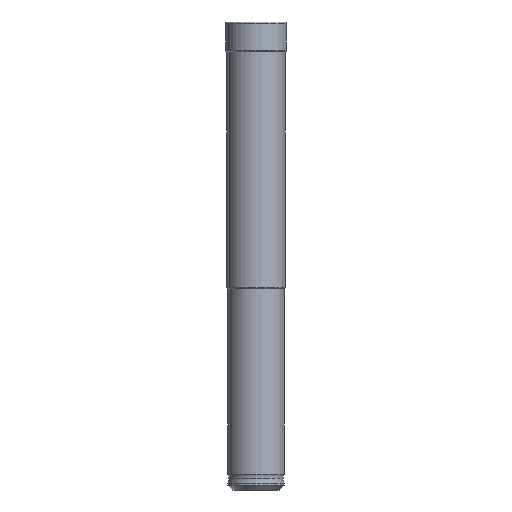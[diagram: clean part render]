
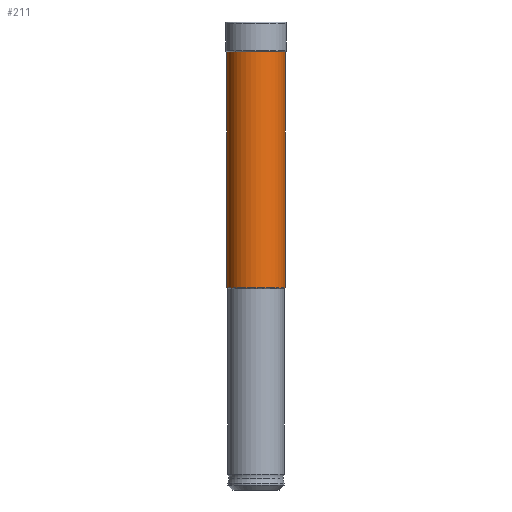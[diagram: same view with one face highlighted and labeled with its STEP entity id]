
A CAD part, front view. The second image highlights one B-rep face of the part: STEP entity #211.
In plain terms, the highlighted cylindrical face has radius 6.25 mm (diameter 12.5 mm), a partial arc.
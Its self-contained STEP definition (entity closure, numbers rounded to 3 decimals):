
#26 = EDGE_CURVE ( 'NONE', #351, #85, #653, .T. ) ;
#84 = EDGE_CURVE ( 'NONE', #277, #85, #497, .T. ) ;
#85 = VERTEX_POINT ( 'NONE', #495 ) ;
#202 = ORIENTED_EDGE ( 'NONE', *, *, #84, .T. ) ;
#203 = EDGE_CURVE ( 'NONE', #275, #277, #1069, .T. ) ;
#204 = ORIENTED_EDGE ( 'NONE', *, *, #362, .F. ) ;
#206 = ORIENTED_EDGE ( 'NONE', *, *, #26, .F. ) ;
#209 = EDGE_LOOP ( 'NONE', ( #204, #210, #202, #206 ) ) ;
#210 = ORIENTED_EDGE ( 'NONE', *, *, #203, .T. ) ;
#211 = ADVANCED_FACE ( 'NONE', ( #1207 ), #1178, .T. ) ;
#275 = VERTEX_POINT ( 'NONE', #1263 ) ;
#277 = VERTEX_POINT ( 'NONE', #1306 ) ;
#351 = VERTEX_POINT ( 'NONE', #1536 ) ;
#362 = EDGE_CURVE ( 'NONE', #275, #351, #1458, .T. ) ;
#492 = DIRECTION ( 'NONE',  ( 0., 0., -1. ) ) ;
#495 = CARTESIAN_POINT ( 'NONE',  ( -6.25, 0., 43.25 ) ) ;
#497 = LINE ( 'NONE', #520, #521 ) ;
#520 = CARTESIAN_POINT ( 'NONE',  ( -6.25, 0., 0. ) ) ;
#521 = VECTOR ( 'NONE', #492, 1000. ) ;
#630 = CARTESIAN_POINT ( 'NONE',  ( 0., 0., 43.25 ) ) ;
#640 = DIRECTION ( 'NONE',  ( -1., 0., 0. ) ) ;
#641 = DIRECTION ( 'NONE',  ( 0., 0., -1. ) ) ;
#644 = AXIS2_PLACEMENT_3D ( 'NONE', #630, #641, #640 ) ;
#653 = CIRCLE ( 'NONE', #644, 6.25 ) ;
#1063 = DIRECTION ( 'NONE',  ( -1., 0., 0. ) ) ;
#1065 = DIRECTION ( 'NONE',  ( 0., 0., -1. ) ) ;
#1066 = DIRECTION ( 'NONE',  ( -1., 0., 0. ) ) ;
#1067 = DIRECTION ( 'NONE',  ( 0., 0., -1. ) ) ;
#1068 = CARTESIAN_POINT ( 'NONE',  ( 0., 0., 93.654 ) ) ;
#1069 = CIRCLE ( 'NONE', #1170, 6.25 ) ;
#1170 = AXIS2_PLACEMENT_3D ( 'NONE', #1068, #1067, #1066 ) ;
#1178 = CYLINDRICAL_SURFACE ( 'NONE', #1192, 6.25 ) ;
#1192 = AXIS2_PLACEMENT_3D ( 'NONE', #1208, #1065, #1063 ) ;
#1207 = FACE_OUTER_BOUND ( 'NONE', #209, .T. ) ;
#1208 = CARTESIAN_POINT ( 'NONE',  ( 0., 0., 0. ) ) ;
#1263 = CARTESIAN_POINT ( 'NONE',  ( 6.25, 0., 93.654 ) ) ;
#1306 = CARTESIAN_POINT ( 'NONE',  ( -6.25, 0., 93.654 ) ) ;
#1455 = DIRECTION ( 'NONE',  ( 0., 0., -1. ) ) ;
#1456 = VECTOR ( 'NONE', #1455, 1000. ) ;
#1457 = CARTESIAN_POINT ( 'NONE',  ( 6.25, 0., 0. ) ) ;
#1458 = LINE ( 'NONE', #1457, #1456 ) ;
#1536 = CARTESIAN_POINT ( 'NONE',  ( 6.25, 0., 43.25 ) ) ;
